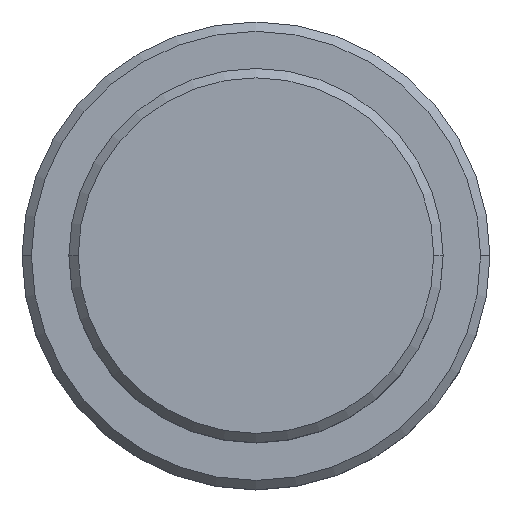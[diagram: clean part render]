
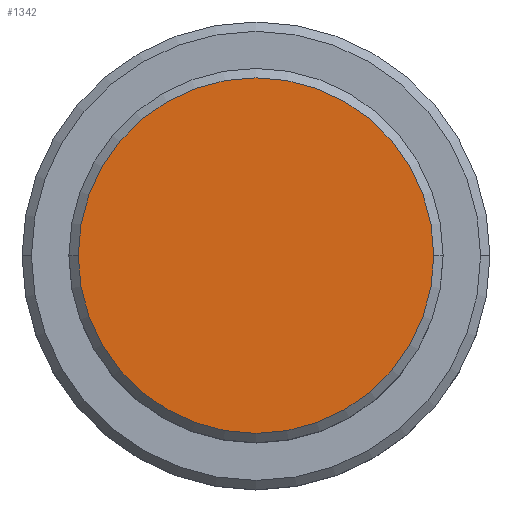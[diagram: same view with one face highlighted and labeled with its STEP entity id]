
A CAD part, top view. The second image highlights one B-rep face of the part: STEP entity #1342.
In plain terms, the highlighted planar face has unit normal (0, 0, 1).
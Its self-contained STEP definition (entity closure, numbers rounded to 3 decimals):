
#83 = CARTESIAN_POINT ( 'NONE',  ( 0., 0., 0. ) ) ;
#168 = AXIS2_PLACEMENT_3D ( 'NONE', #817, #510, #1070 ) ;
#174 = CIRCLE ( 'NONE', #168, 9.5 ) ;
#289 = CARTESIAN_POINT ( 'NONE',  ( -9.5, 0., 0. ) ) ;
#495 = CARTESIAN_POINT ( 'NONE',  ( 9.5, 0., 0. ) ) ;
#507 = AXIS2_PLACEMENT_3D ( 'NONE', #734, #1158, #1146 ) ;
#510 = DIRECTION ( 'NONE',  ( 0., 0., 1. ) ) ;
#547 = VERTEX_POINT ( 'NONE', #289 ) ;
#582 = EDGE_CURVE ( 'NONE', #911, #547, #761, .T. ) ;
#611 = DIRECTION ( 'NONE',  ( 0., 0., 1. ) ) ;
#709 = PLANE ( 'NONE',  #507 ) ;
#734 = CARTESIAN_POINT ( 'NONE',  ( 0., 0., 0. ) ) ;
#761 = CIRCLE ( 'NONE', #1276, 9.5 ) ;
#817 = CARTESIAN_POINT ( 'NONE',  ( 0., 0., 0. ) ) ;
#842 = FACE_OUTER_BOUND ( 'NONE', #1343, .T. ) ;
#911 = VERTEX_POINT ( 'NONE', #495 ) ;
#966 = EDGE_CURVE ( 'NONE', #547, #911, #174, .T. ) ;
#1057 = DIRECTION ( 'NONE',  ( 1., 0., 0. ) ) ;
#1070 = DIRECTION ( 'NONE',  ( 1., 0., 0. ) ) ;
#1146 = DIRECTION ( 'NONE',  ( 1., 0., 0. ) ) ;
#1158 = DIRECTION ( 'NONE',  ( 0., 0., 1. ) ) ;
#1216 = ORIENTED_EDGE ( 'NONE', *, *, #966, .T. ) ;
#1276 = AXIS2_PLACEMENT_3D ( 'NONE', #83, #611, #1057 ) ;
#1323 = ORIENTED_EDGE ( 'NONE', *, *, #582, .T. ) ;
#1342 = ADVANCED_FACE ( 'NONE', ( #842 ), #709, .T. ) ;
#1343 = EDGE_LOOP ( 'NONE', ( #1216, #1323 ) ) ;
